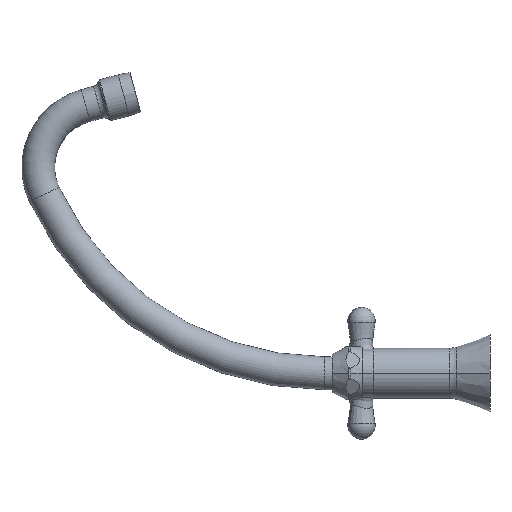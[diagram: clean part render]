
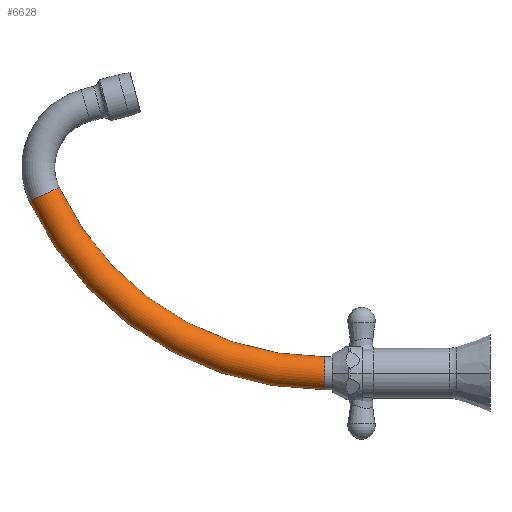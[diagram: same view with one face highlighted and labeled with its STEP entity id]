
A CAD part, left-side view. The second image highlights one B-rep face of the part: STEP entity #6628.
In plain terms, the highlighted toroidal (fillet/blend) face has major radius 168.937 mm and minor radius 9 mm.
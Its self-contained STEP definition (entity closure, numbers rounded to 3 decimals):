
#2538=CARTESIAN_POINT('',(0.,90.1,0.));
#2539=DIRECTION('',(0.,1.,0.));
#2540=DIRECTION('',(0.,0.,-1.));
#2541=AXIS2_PLACEMENT_3D('',#2538,#2539,#2540);
#2543=CARTESIAN_POINT('',(0.,90.1,168.937));
#2544=DIRECTION('',(1.,0.,0.));
#2545=DIRECTION('',(0.,0.,-1.));
#2546=AXIS2_PLACEMENT_3D('',#2543,#2544,#2545);
#2553=CARTESIAN_POINT('',(0.,90.1,168.937));
#2554=DIRECTION('',(1.,0.,0.));
#2555=DIRECTION('',(0.,0.,-1.));
#2556=AXIS2_PLACEMENT_3D('',#2553,#2554,#2555);
#2568=CARTESIAN_POINT('',(0.,243.229,
97.584));
#2569=DIRECTION('',(0.,0.422,0.906));
#2570=DIRECTION('',(0.,0.906,-0.422));
#2571=AXIS2_PLACEMENT_3D('',#2568,#2569,#2570);
#3003=CARTESIAN_POINT('',(0.,90.1,9.));
#3004=CARTESIAN_POINT('',(0.,90.1,-9.));
#3005=VERTEX_POINT('',#3003);
#3006=VERTEX_POINT('',#3004);
#3007=CARTESIAN_POINT('',(0.,235.071,
101.386));
#3008=CARTESIAN_POINT('',(0.,251.387,
93.783));
#3009=VERTEX_POINT('',#3007);
#3010=VERTEX_POINT('',#3008);
#6614=CARTESIAN_POINT('',(0.,90.1,168.937));
#6615=DIRECTION('',(1.,0.,0.));
#6616=DIRECTION('',(0.,0.,1.));
#6617=AXIS2_PLACEMENT_3D('',#6614,#6615,#6616);
#6618=TOROIDAL_SURFACE('',#6617,168.937,9.);
#6619=ORIENTED_EDGE('',*,*,#6601,.F.);
#6621=ORIENTED_EDGE('',*,*,#6620,.T.);
#6623=ORIENTED_EDGE('',*,*,#6622,.T.);
#6625=ORIENTED_EDGE('',*,*,#6624,.F.);
#6626=EDGE_LOOP('',(#6619,#6621,#6623,#6625));
#6627=FACE_OUTER_BOUND('',#6626,.F.);
#6628=ADVANCED_FACE('',(#6627),#6618,.T.);
#2542=CIRCLE('',#2541,9.);
#2547=CIRCLE('',#2546,177.937);
#2557=CIRCLE('',#2556,159.937);
#2572=CIRCLE('',#2571,9.);
#6601=EDGE_CURVE('',#3006,#3005,#2542,.T.);
#6620=EDGE_CURVE('',#3006,#3010,#2547,.T.);
#6622=EDGE_CURVE('',#3010,#3009,#2572,.T.);
#6624=EDGE_CURVE('',#3005,#3009,#2557,.T.);
